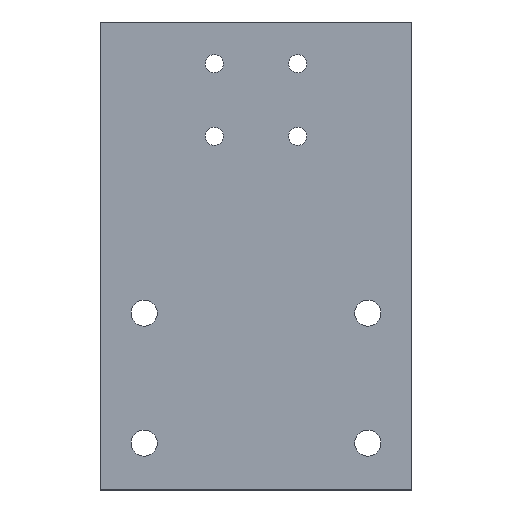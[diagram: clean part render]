
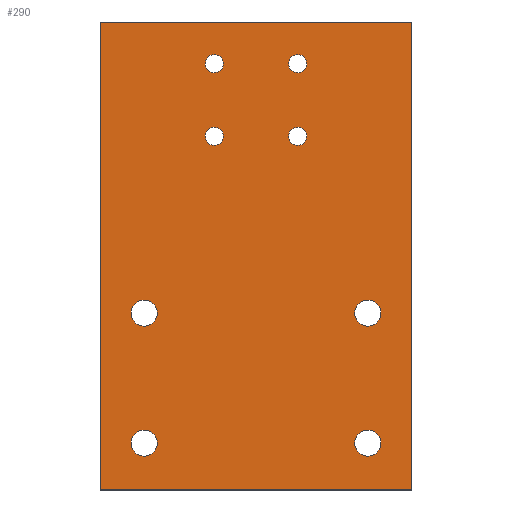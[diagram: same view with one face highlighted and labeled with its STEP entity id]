
A CAD part, top view. The second image highlights one B-rep face of the part: STEP entity #290.
In plain terms, the highlighted planar face has unit normal (0, 0, 1).
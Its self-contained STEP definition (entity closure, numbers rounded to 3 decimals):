
#23=FACE_BOUND('',#73,.T.);
#24=FACE_BOUND('',#74,.T.);
#25=FACE_BOUND('',#75,.T.);
#26=FACE_BOUND('',#76,.T.);
#27=FACE_BOUND('',#77,.T.);
#28=FACE_BOUND('',#78,.T.);
#29=FACE_BOUND('',#79,.T.);
#30=FACE_BOUND('',#80,.T.);
#36=PLANE('',#340);
#50=FACE_OUTER_BOUND('',#72,.T.);
#72=EDGE_LOOP('',(#257,#258,#259,#260));
#73=EDGE_LOOP('',(#261));
#74=EDGE_LOOP('',(#262));
#75=EDGE_LOOP('',(#263));
#76=EDGE_LOOP('',(#264));
#77=EDGE_LOOP('',(#265));
#78=EDGE_LOOP('',(#266));
#79=EDGE_LOOP('',(#267));
#80=EDGE_LOOP('',(#268));
#91=LINE('',#479,#111);
#94=LINE('',#485,#114);
#97=LINE('',#491,#117);
#100=LINE('',#495,#120);
#111=VECTOR('',#403,10.);
#114=VECTOR('',#408,10.);
#117=VECTOR('',#413,10.);
#120=VECTOR('',#418,10.);
#122=CIRCLE('',#313,2.5);
#124=CIRCLE('',#316,2.5);
#126=CIRCLE('',#319,2.5);
#128=CIRCLE('',#322,2.5);
#130=CIRCLE('',#325,1.75);
#132=CIRCLE('',#328,1.75);
#134=CIRCLE('',#331,1.75);
#136=CIRCLE('',#334,1.75);
#138=VERTEX_POINT('',#427);
#140=VERTEX_POINT('',#433);
#142=VERTEX_POINT('',#439);
#144=VERTEX_POINT('',#445);
#146=VERTEX_POINT('',#451);
#148=VERTEX_POINT('',#457);
#150=VERTEX_POINT('',#463);
#152=VERTEX_POINT('',#469);
#155=VERTEX_POINT('',#476);
#156=VERTEX_POINT('',#478);
#158=VERTEX_POINT('',#484);
#160=VERTEX_POINT('',#490);
#163=EDGE_CURVE('',#138,#138,#122,.T.);
#166=EDGE_CURVE('',#140,#140,#124,.T.);
#169=EDGE_CURVE('',#142,#142,#126,.T.);
#172=EDGE_CURVE('',#144,#144,#128,.T.);
#175=EDGE_CURVE('',#146,#146,#130,.T.);
#178=EDGE_CURVE('',#148,#148,#132,.T.);
#181=EDGE_CURVE('',#150,#150,#134,.T.);
#184=EDGE_CURVE('',#152,#152,#136,.T.);
#187=EDGE_CURVE('',#156,#155,#91,.T.);
#190=EDGE_CURVE('',#158,#156,#94,.T.);
#193=EDGE_CURVE('',#160,#158,#97,.T.);
#196=EDGE_CURVE('',#155,#160,#100,.T.);
#257=ORIENTED_EDGE('',*,*,#196,.T.);
#258=ORIENTED_EDGE('',*,*,#193,.T.);
#259=ORIENTED_EDGE('',*,*,#190,.T.);
#260=ORIENTED_EDGE('',*,*,#187,.T.);
#261=ORIENTED_EDGE('',*,*,#163,.T.);
#262=ORIENTED_EDGE('',*,*,#166,.T.);
#263=ORIENTED_EDGE('',*,*,#169,.T.);
#264=ORIENTED_EDGE('',*,*,#172,.T.);
#265=ORIENTED_EDGE('',*,*,#175,.T.);
#266=ORIENTED_EDGE('',*,*,#178,.T.);
#267=ORIENTED_EDGE('',*,*,#181,.T.);
#268=ORIENTED_EDGE('',*,*,#184,.T.);
#290=ADVANCED_FACE('',(#50,#23,#24,#25,#26,#27,#28,#29,#30),#36,.T.);
#313=AXIS2_PLACEMENT_3D('',#429,#348,#349);
#316=AXIS2_PLACEMENT_3D('',#435,#355,#356);
#319=AXIS2_PLACEMENT_3D('',#441,#362,#363);
#322=AXIS2_PLACEMENT_3D('',#447,#369,#370);
#325=AXIS2_PLACEMENT_3D('',#453,#376,#377);
#328=AXIS2_PLACEMENT_3D('',#459,#383,#384);
#331=AXIS2_PLACEMENT_3D('',#465,#390,#391);
#334=AXIS2_PLACEMENT_3D('',#471,#397,#398);
#340=AXIS2_PLACEMENT_3D('',#497,#421,#422);
#348=DIRECTION('center_axis',(0.,0.,-1.));
#349=DIRECTION('ref_axis',(-1.,0.,0.));
#355=DIRECTION('center_axis',(0.,0.,-1.));
#356=DIRECTION('ref_axis',(-1.,0.,0.));
#362=DIRECTION('center_axis',(0.,0.,-1.));
#363=DIRECTION('ref_axis',(-1.,0.,0.));
#369=DIRECTION('center_axis',(0.,0.,-1.));
#370=DIRECTION('ref_axis',(-1.,0.,0.));
#376=DIRECTION('center_axis',(0.,0.,-1.));
#377=DIRECTION('ref_axis',(-1.,0.,0.));
#383=DIRECTION('center_axis',(0.,0.,-1.));
#384=DIRECTION('ref_axis',(-1.,0.,0.));
#390=DIRECTION('center_axis',(0.,0.,-1.));
#391=DIRECTION('ref_axis',(-1.,0.,0.));
#397=DIRECTION('center_axis',(0.,0.,-1.));
#398=DIRECTION('ref_axis',(-1.,0.,0.));
#403=DIRECTION('',(1.,0.,0.));
#408=DIRECTION('',(0.,-1.,0.));
#413=DIRECTION('',(-1.,0.,0.));
#418=DIRECTION('',(0.,1.,0.));
#421=DIRECTION('center_axis',(0.,0.,1.));
#422=DIRECTION('ref_axis',(1.,0.,0.));
#427=CARTESIAN_POINT('',(37.25,-26.5,3.));
#429=CARTESIAN_POINT('Origin',(34.75,-26.5,3.));
#433=CARTESIAN_POINT('',(-5.75,-26.5,3.));
#435=CARTESIAN_POINT('Origin',(-8.25,-26.5,3.));
#439=CARTESIAN_POINT('',(37.25,-51.5,3.));
#441=CARTESIAN_POINT('Origin',(34.75,-51.5,3.));
#445=CARTESIAN_POINT('',(-5.75,-51.5,3.));
#447=CARTESIAN_POINT('Origin',(-8.25,-51.5,3.));
#451=CARTESIAN_POINT('',(23.,7.5,3.));
#453=CARTESIAN_POINT('Origin',(21.25,7.5,3.));
#457=CARTESIAN_POINT('',(7.,7.5,3.));
#459=CARTESIAN_POINT('Origin',(5.25,7.5,3.));
#463=CARTESIAN_POINT('',(7.,21.5,3.));
#465=CARTESIAN_POINT('Origin',(5.25,21.5,3.));
#469=CARTESIAN_POINT('',(23.,21.5,3.));
#471=CARTESIAN_POINT('Origin',(21.25,21.5,3.));
#476=CARTESIAN_POINT('',(43.25,-60.5,3.));
#478=CARTESIAN_POINT('',(-16.75,-60.5,3.));
#479=CARTESIAN_POINT('',(43.25,-60.5,3.));
#484=CARTESIAN_POINT('',(-16.75,29.5,3.));
#485=CARTESIAN_POINT('',(-16.75,-60.5,3.));
#490=CARTESIAN_POINT('',(43.25,29.5,3.));
#491=CARTESIAN_POINT('',(-16.75,29.5,3.));
#495=CARTESIAN_POINT('',(43.25,29.5,3.));
#497=CARTESIAN_POINT('Origin',(13.25,-15.5,3.));
